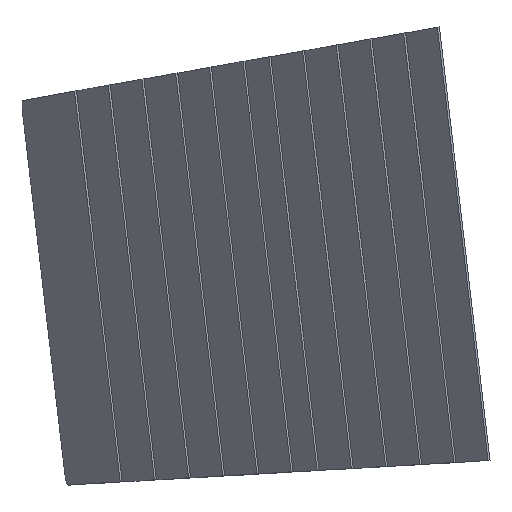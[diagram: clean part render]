
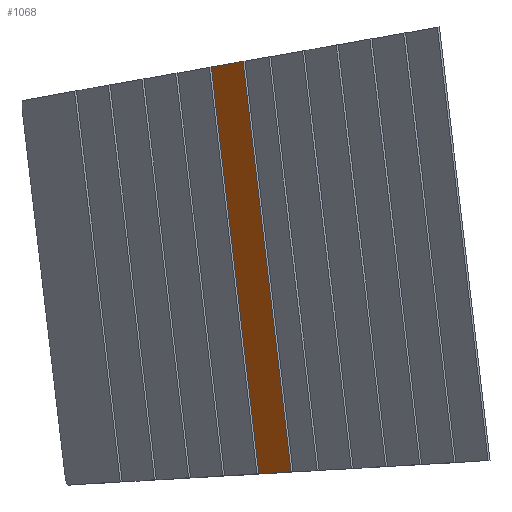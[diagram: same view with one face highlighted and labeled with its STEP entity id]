
A CAD part, top view. The second image highlights one B-rep face of the part: STEP entity #1068.
In plain terms, the highlighted planar face has unit normal (-0.967, -0.113, 0.23).
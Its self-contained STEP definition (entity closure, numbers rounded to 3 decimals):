
#611 = PLANE('',#612);
#612 = AXIS2_PLACEMENT_3D('',#613,#614,#615);
#613 = CARTESIAN_POINT('',(1629.415,190.451,
    6928.956));
#614 = DIRECTION('',(0.229,0.027,0.973));
#615 = DIRECTION('',(0.973,0.,-0.229)
  );
#639 = CYLINDRICAL_SURFACE('',#640,23.);
#640 = AXIS2_PLACEMENT_3D('',#641,#642,#643);
#641 = CARTESIAN_POINT('',(9564.665,608.358,
    5075.051));
#642 = DIRECTION('',(-0.972,-0.057,0.23)
  );
#643 = DIRECTION('',(-0.229,-0.027,-0.973
    ));
#672 = PLANE('',#673);
#673 = AXIS2_PLACEMENT_3D('',#674,#675,#676);
#674 = CARTESIAN_POINT('',(-1.639,28.146,0.));
#675 = DIRECTION('',(0.058,-0.998,0.));
#676 = DIRECTION('',(0.,0.,-1.));
#698 = PLANE('',#699);
#699 = AXIS2_PLACEMENT_3D('',#700,#701,#702);
#700 = CARTESIAN_POINT('',(-5618.76,-652.299,
    9240.305));
#701 = DIRECTION('',(0.229,0.027,0.973));
#702 = DIRECTION('',(0.973,0.,-0.229)
  );
#724 = PLANE('',#725);
#725 = AXIS2_PLACEMENT_3D('',#726,#727,#728);
#726 = CARTESIAN_POINT('',(6.425,-36.438,0.));
#727 = DIRECTION('',(0.174,-0.985,0.));
#728 = DIRECTION('',(0.,0.,-1.));
#750 = CYLINDRICAL_SURFACE('',#751,23.);
#751 = AXIS2_PLACEMENT_3D('',#752,#753,#754);
#752 = CARTESIAN_POINT('',(8440.346,1427.335,
    5316.935));
#753 = DIRECTION('',(0.958,0.169,-0.23));
#754 = DIRECTION('',(-0.229,-0.027,-0.973
    ));
#772 = VERTEX_POINT('',#773);
#773 = CARTESIAN_POINT('',(9011.807,575.849,
    5182.319));
#796 = VERTEX_POINT('',#797);
#797 = CARTESIAN_POINT('',(8902.717,1509.177,
    5182.319));
#818 = EDGE_CURVE('',#772,#796,#819,.T.);
#819 = SURFACE_CURVE('',#820,(#824,#830),.PCURVE_S1.);
#820 = LINE('',#821,#822);
#821 = CARTESIAN_POINT('',(8957.006,1044.703,
    5182.319));
#822 = VECTOR('',#823,1.);
#823 = DIRECTION('',(-0.116,0.993,0.));
#824 = PCURVE('',#611,#825);
#825 = DEFINITIONAL_REPRESENTATION('',(#826),#829);
#826 = B_SPLINE_CURVE_WITH_KNOTS('',1,(#827,#828),.UNSPECIFIED.,.F.,.F.,
  (2,2),(-604.769,665.636),.PIECEWISE_BEZIER_KNOTS.);
#827 = CARTESIAN_POINT('',(7601.194,253.663));
#828 = CARTESIAN_POINT('',(7457.626,1515.93));
#829 = ( GEOMETRIC_REPRESENTATION_CONTEXT(2) 
PARAMETRIC_REPRESENTATION_CONTEXT() REPRESENTATION_CONTEXT('2D SPACE',''
  ) );
#830 = PCURVE('',#831,#836);
#831 = PLANE('',#832);
#832 = AXIS2_PLACEMENT_3D('',#833,#834,#835);
#833 = CARTESIAN_POINT('',(8957.262,1042.513,
    5182.319));
#834 = DIRECTION('',(-0.967,-0.113,0.23));
#835 = DIRECTION('',(-0.232,0.,-0.973)
  );
#836 = DEFINITIONAL_REPRESENTATION('',(#837),#840);
#837 = B_SPLINE_CURVE_WITH_KNOTS('',1,(#838,#839),.UNSPECIFIED.,.F.,.F.,
  (2,2),(-604.769,665.636),.PIECEWISE_BEZIER_KNOTS.);
#838 = CARTESIAN_POINT('',(-16.22,602.345));
#839 = CARTESIAN_POINT('',(17.978,-667.6));
#840 = ( GEOMETRIC_REPRESENTATION_CONTEXT(2) 
PARAMETRIC_REPRESENTATION_CONTEXT() REPRESENTATION_CONTEXT('2D SPACE',''
  ) );
#846 = EDGE_CURVE('',#847,#796,#849,.T.);
#847 = VERTEX_POINT('',#848);
#848 = CARTESIAN_POINT('',(8905.236,1532.663,
    5204.4));
#849 = SURFACE_CURVE('',#850,(#855,#868),.PCURVE_S1.);
#850 = ELLIPSE('',#851,23.037,23.);
#851 = AXIS2_PLACEMENT_3D('',#852,#853,#854);
#852 = CARTESIAN_POINT('',(8907.98,1509.792,
    5204.7));
#853 = DIRECTION('',(-0.967,-0.113,0.23));
#854 = DIRECTION('',(-0.116,0.993,0.));
#855 = PCURVE('',#750,#856);
#856 = DEFINITIONAL_REPRESENTATION('',(#857),#867);
#857 = B_SPLINE_CURVE_WITH_KNOTS('',8,(#858,#859,#860,#861,#862,#863,
    #864,#865,#866),.UNSPECIFIED.,.F.,.F.,(9,9),(0.013,
    1.571),.PIECEWISE_BEZIER_KNOTS.);
#858 = CARTESIAN_POINT('',(1.557,489.235));
#859 = CARTESIAN_POINT('',(1.363,489.232));
#860 = CARTESIAN_POINT('',(1.168,489.172));
#861 = CARTESIAN_POINT('',(0.973,489.056));
#862 = CARTESIAN_POINT('',(0.779,488.888));
#863 = CARTESIAN_POINT('',(0.584,488.678));
#864 = CARTESIAN_POINT('',(0.389,488.439));
#865 = CARTESIAN_POINT('',(0.195,488.186));
#866 = CARTESIAN_POINT('',(0.,487.932));
#867 = ( GEOMETRIC_REPRESENTATION_CONTEXT(2) 
PARAMETRIC_REPRESENTATION_CONTEXT() REPRESENTATION_CONTEXT('2D SPACE',''
  ) );
#868 = PCURVE('',#831,#869);
#869 = DEFINITIONAL_REPRESENTATION('',(#870),#874);
#870 = ELLIPSE('',#871,23.037,23.);
#871 = AXIS2_PLACEMENT_2D('',#872,#873);
#872 = CARTESIAN_POINT('',(-10.344,-470.289));
#873 = DIRECTION('',(0.027,-1.));
#874 = ( GEOMETRIC_REPRESENTATION_CONTEXT(2) 
PARAMETRIC_REPRESENTATION_CONTEXT() REPRESENTATION_CONTEXT('2D SPACE',''
  ) );
#903 = VERTEX_POINT('',#904);
#904 = CARTESIAN_POINT('',(9029.171,1554.516,
    5735.038));
#923 = EDGE_CURVE('',#847,#903,#924,.T.);
#924 = SURFACE_CURVE('',#925,(#929,#935),.PCURVE_S1.);
#925 = LINE('',#926,#927);
#926 = CARTESIAN_POINT('',(8089.568,1388.838,
    1712.062));
#927 = VECTOR('',#928,1.);
#928 = DIRECTION('',(0.227,0.04,0.973));
#929 = PCURVE('',#724,#930);
#930 = DEFINITIONAL_REPRESENTATION('',(#931),#934);
#931 = B_SPLINE_CURVE_WITH_KNOTS('',1,(#932,#933),.UNSPECIFIED.,.F.,.F.,
  (2,2),(3378.13,4359.642),
  .PIECEWISE_BEZIER_KNOTS.);
#932 = CARTESIAN_POINT('',(-4999.017,8987.38));
#933 = CARTESIAN_POINT('',(-5954.039,9213.875));
#934 = ( GEOMETRIC_REPRESENTATION_CONTEXT(2) 
PARAMETRIC_REPRESENTATION_CONTEXT() REPRESENTATION_CONTEXT('2D SPACE',''
  ) );
#935 = PCURVE('',#831,#936);
#936 = DEFINITIONAL_REPRESENTATION('',(#937),#940);
#937 = B_SPLINE_CURVE_WITH_KNOTS('',1,(#938,#939),.UNSPECIFIED.,.F.,.F.,
  (2,2),(3378.13,4359.642),
  .PIECEWISE_BEZIER_KNOTS.);
#938 = CARTESIAN_POINT('',(201.492,-484.795));
#939 = CARTESIAN_POINT('',(-779.221,-524.379));
#940 = ( GEOMETRIC_REPRESENTATION_CONTEXT(2) 
PARAMETRIC_REPRESENTATION_CONTEXT() REPRESENTATION_CONTEXT('2D SPACE',''
  ) );
#948 = EDGE_CURVE('',#949,#903,#951,.T.);
#949 = VERTEX_POINT('',#950);
#950 = CARTESIAN_POINT('',(9145.309,560.894,
    5735.038));
#951 = SURFACE_CURVE('',#952,(#956,#962),.PCURVE_S1.);
#952 = LINE('',#953,#954);
#953 = CARTESIAN_POINT('',(9086.728,1062.086,
    5735.038));
#954 = VECTOR('',#955,1.);
#955 = DIRECTION('',(-0.116,0.993,0.));
#956 = PCURVE('',#698,#957);
#957 = DEFINITIONAL_REPRESENTATION('',(#958),#961);
#958 = B_SPLINE_CURVE_WITH_KNOTS('',1,(#959,#960),.UNSPECIFIED.,.F.,.F.,
  (2,2),(-654.13,725.83),.PIECEWISE_BEZIER_KNOTS.);
#959 = CARTESIAN_POINT('',(15191.336,1065.059));
#960 = CARTESIAN_POINT('',(15035.386,2436.179));
#961 = ( GEOMETRIC_REPRESENTATION_CONTEXT(2) 
PARAMETRIC_REPRESENTATION_CONTEXT() REPRESENTATION_CONTEXT('2D SPACE',''
  ) );
#962 = PCURVE('',#831,#963);
#963 = DEFINITIONAL_REPRESENTATION('',(#964),#967);
#964 = B_SPLINE_CURVE_WITH_KNOTS('',1,(#965,#966),.UNSPECIFIED.,.F.,.F.,
  (2,2),(-654.13,725.83),.PIECEWISE_BEZIER_KNOTS.);
#965 = CARTESIAN_POINT('',(-585.284,634.194));
#966 = CARTESIAN_POINT('',(-548.137,-745.266));
#967 = ( GEOMETRIC_REPRESENTATION_CONTEXT(2) 
PARAMETRIC_REPRESENTATION_CONTEXT() REPRESENTATION_CONTEXT('2D SPACE',''
  ) );
#992 = VERTEX_POINT('',#993);
#993 = CARTESIAN_POINT('',(9019.674,553.577,
    5204.4));
#1016 = EDGE_CURVE('',#992,#949,#1017,.T.);
#1017 = SURFACE_CURVE('',#1018,(#1022,#1028),.PCURVE_S1.);
#1018 = LINE('',#1019,#1020);
#1019 = CARTESIAN_POINT('',(8192.811,505.418,
    1712.005));
#1020 = VECTOR('',#1021,1.);
#1021 = DIRECTION('',(0.23,0.013,0.973)
  );
#1022 = PCURVE('',#672,#1023);
#1023 = DEFINITIONAL_REPRESENTATION('',(#1024),#1027);
#1024 = B_SPLINE_CURVE_WITH_KNOTS('',1,(#1025,#1026),.UNSPECIFIED.,.F.,
  .F.,(2,2),(3378.189,4359.701),
  .PIECEWISE_BEZIER_KNOTS.);
#1025 = CARTESIAN_POINT('',(-4999.017,8987.893));
#1026 = CARTESIAN_POINT('',(-5954.039,9214.388));
#1027 = ( GEOMETRIC_REPRESENTATION_CONTEXT(2) 
PARAMETRIC_REPRESENTATION_CONTEXT() REPRESENTATION_CONTEXT('2D SPACE',''
  ) );
#1028 = PCURVE('',#831,#1029);
#1029 = DEFINITIONAL_REPRESENTATION('',(#1030),#1033);
#1030 = B_SPLINE_CURVE_WITH_KNOTS('',1,(#1031,#1032),.UNSPECIFIED.,.F.,
  .F.,(2,2),(3378.189,4359.701),
  .PIECEWISE_BEZIER_KNOTS.);
#1031 = CARTESIAN_POINT('',(175.109,494.936));
#1032 = CARTESIAN_POINT('',(-806.314,481.682));
#1033 = ( GEOMETRIC_REPRESENTATION_CONTEXT(2) 
PARAMETRIC_REPRESENTATION_CONTEXT() REPRESENTATION_CONTEXT('2D SPACE',''
  ) );
#1040 = EDGE_CURVE('',#772,#992,#1041,.T.);
#1041 = SURFACE_CURVE('',#1042,(#1047,#1060),.PCURVE_S1.);
#1042 = ELLIPSE('',#1043,23.037,23.);
#1043 = AXIS2_PLACEMENT_3D('',#1044,#1045,#1046);
#1044 = CARTESIAN_POINT('',(9017.071,576.464,
    5204.7));
#1045 = DIRECTION('',(-0.967,-0.113,0.23));
#1046 = DIRECTION('',(-0.116,0.993,0.));
#1047 = PCURVE('',#639,#1048);
#1048 = DEFINITIONAL_REPRESENTATION('',(#1049),#1059);
#1049 = B_SPLINE_CURVE_WITH_KNOTS('',8,(#1050,#1051,#1052,#1053,#1054,
    #1055,#1056,#1057,#1058),.UNSPECIFIED.,.F.,.F.,(9,9),(1.571
    ,3.128),.PIECEWISE_BEZIER_KNOTS.);
#1050 = CARTESIAN_POINT('',(0.,563.636));
#1051 = CARTESIAN_POINT('',(0.195,563.383));
#1052 = CARTESIAN_POINT('',(0.389,563.129));
#1053 = CARTESIAN_POINT('',(0.584,562.89));
#1054 = CARTESIAN_POINT('',(0.779,562.68));
#1055 = CARTESIAN_POINT('',(0.973,562.512));
#1056 = CARTESIAN_POINT('',(1.168,562.396));
#1057 = CARTESIAN_POINT('',(1.363,562.336));
#1058 = CARTESIAN_POINT('',(1.557,562.333));
#1059 = ( GEOMETRIC_REPRESENTATION_CONTEXT(2) 
PARAMETRIC_REPRESENTATION_CONTEXT() REPRESENTATION_CONTEXT('2D SPACE',''
  ) );
#1060 = PCURVE('',#831,#1061);
#1061 = DEFINITIONAL_REPRESENTATION('',(#1062),#1066);
#1062 = ELLIPSE('',#1063,23.037,23.);
#1063 = AXIS2_PLACEMENT_2D('',#1064,#1065);
#1064 = CARTESIAN_POINT('',(-35.639,469.051));
#1065 = DIRECTION('',(0.027,-1.));
#1066 = ( GEOMETRIC_REPRESENTATION_CONTEXT(2) 
PARAMETRIC_REPRESENTATION_CONTEXT() REPRESENTATION_CONTEXT('2D SPACE',''
  ) );
#1068 = ADVANCED_FACE('',(#1069),#831,.T.);
#1069 = FACE_BOUND('',#1070,.T.);
#1070 = EDGE_LOOP('',(#1071,#1072,#1073,#1074,#1075,#1076));
#1071 = ORIENTED_EDGE('',*,*,#818,.F.);
#1072 = ORIENTED_EDGE('',*,*,#1040,.T.);
#1073 = ORIENTED_EDGE('',*,*,#1016,.T.);
#1074 = ORIENTED_EDGE('',*,*,#948,.T.);
#1075 = ORIENTED_EDGE('',*,*,#923,.F.);
#1076 = ORIENTED_EDGE('',*,*,#846,.T.);
